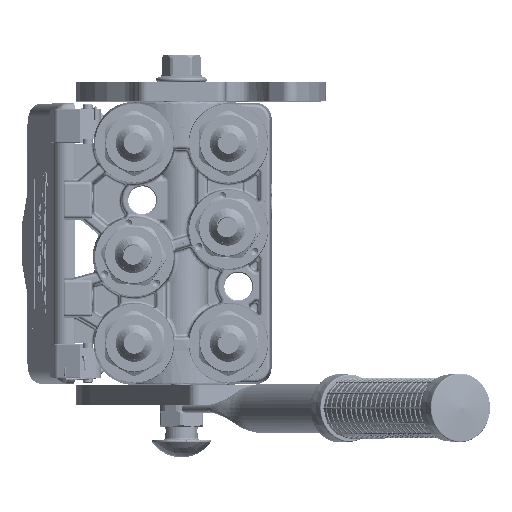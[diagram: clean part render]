
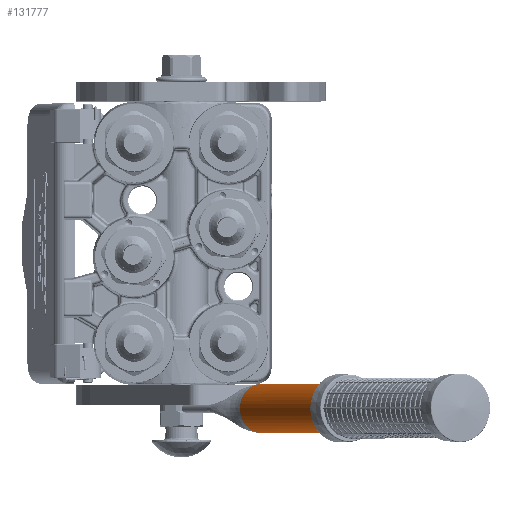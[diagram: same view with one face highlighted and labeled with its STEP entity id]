
A CAD part, top view. The second image highlights one B-rep face of the part: STEP entity #131777.
In plain terms, the highlighted cylindrical face has radius 12.5 mm (diameter 25 mm), a partial arc.
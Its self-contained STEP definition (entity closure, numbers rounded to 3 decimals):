
#2849 = DIRECTION ( 'NONE',  ( -0.994, 0., 0.109 ) ) ;
#2880 = CARTESIAN_POINT ( 'NONE',  ( 12.5, 198., 0. ) ) ;
#6253 = DIRECTION ( 'NONE',  ( 0., 1., 0. ) ) ;
#8999 = CARTESIAN_POINT ( 'NONE',  ( -12.468, 0.136, 0.889 ) ) ;
#9843 = CARTESIAN_POINT ( 'NONE',  ( -12.452, 0.083, 1.1 ) ) ;
#17801 = CARTESIAN_POINT ( 'NONE',  ( 12.5, 0.24, 0. ) ) ;
#18646 = CARTESIAN_POINT ( 'NONE',  ( 12.499, 0.235, 0.221 ) ) ;
#19696 = CIRCLE ( 'NONE', #208531, 12.5 ) ;
#21641 = CARTESIAN_POINT ( 'NONE',  ( 0., 0., 12.5 ) ) ;
#30916 = VERTEX_POINT ( 'NONE', #73291 ) ;
#34186 = CARTESIAN_POINT ( 'NONE',  ( 12.5, 0.24, 0.108 ) ) ;
#47921 = CARTESIAN_POINT ( 'NONE',  ( -12.494, 0.221, 0.449 ) ) ;
#49456 = VECTOR ( 'NONE', #160845, 1000. ) ;
#51302 = CARTESIAN_POINT ( 'NONE',  ( -12.461, 0.114, 0.981 ) ) ;
#54119 = CARTESIAN_POINT ( 'NONE',  ( 12.482, 0.182, 0.665 ) ) ;
#55622 = DIRECTION ( 'NONE',  ( 0., 1., 0. ) ) ;
#55824 = CARTESIAN_POINT ( 'NONE',  ( 12.426, 0., 1.36 ) ) ;
#56392 = ORIENTED_EDGE ( 'NONE', *, *, #142515, .F. ) ;
#56441 = EDGE_CURVE ( 'NONE', #251133, #207980, #193234, .T. ) ;
#58234 = VERTEX_POINT ( 'NONE', #73129 ) ;
#61320 = CARTESIAN_POINT ( 'NONE',  ( -12.5, 0.24, 0. ) ) ;
#67883 = CARTESIAN_POINT ( 'NONE',  ( -12.5, 0.24, 0.216 ) ) ;
#68930 = EDGE_CURVE ( 'NONE', #150777, #58234, #224959, .T. ) ;
#72161 = ORIENTED_EDGE ( 'NONE', *, *, #118378, .F. ) ;
#73129 = CARTESIAN_POINT ( 'NONE',  ( -12.5, 0.24, 0. ) ) ;
#73291 = CARTESIAN_POINT ( 'NONE',  ( 12.426, 0., 1.36 ) ) ;
#75802 = CARTESIAN_POINT ( 'NONE',  ( 12.492, 0.214, 0.452 ) ) ;
#80506 = EDGE_LOOP ( 'NONE', ( #233126, #200081, #56392, #212194, #184577, #167889, #72161 ) ) ;
#89494 = CARTESIAN_POINT ( 'NONE',  ( -12.466, 0.127, 0.927 ) ) ;
#91203 = CARTESIAN_POINT ( 'NONE',  ( -12.471, 0.146, 0.847 ) ) ;
#93705 = LINE ( 'NONE', #153698, #236253 ) ;
#102908 = CYLINDRICAL_SURFACE ( 'NONE', #172832, 12.5 ) ;
#108598 = CARTESIAN_POINT ( 'NONE',  ( -12.466, 0.13, 0.917 ) ) ;
#109435 = CARTESIAN_POINT ( 'NONE',  ( -12.464, 0.121, 0.953 ) ) ;
#111114 = CARTESIAN_POINT ( 'NONE',  ( -12.479, 0.172, 0.721 ) ) ;
#113905 = CARTESIAN_POINT ( 'NONE',  ( 12.486, 0.195, 0.586 ) ) ;
#114540 = EDGE_CURVE ( 'NONE', #150777, #223378, #123595, .T. ) ;
#114757 = CARTESIAN_POINT ( 'NONE',  ( 12.481, 0.178, 0.683 ) ) ;
#115616 = CARTESIAN_POINT ( 'NONE',  ( 12.481, 0.178, 0.688 ) ) ;
#116290 = AXIS2_PLACEMENT_3D ( 'NONE', #253027, #55622, #232250 ) ;
#118378 = EDGE_CURVE ( 'NONE', #119059, #30916, #234650, .T. ) ;
#119059 = VERTEX_POINT ( 'NONE', #230471 ) ;
#123595 = CIRCLE ( 'NONE', #147365, 12.5 ) ;
#131777 = ADVANCED_FACE ( 'NONE', ( #187083 ), #102908, .T. ) ;
#134628 = CARTESIAN_POINT ( 'NONE',  ( 12.484, 0.186, 0.638 ) ) ;
#142515 = EDGE_CURVE ( 'NONE', #58234, #251133, #213686, .T. ) ;
#143674 = CARTESIAN_POINT ( 'NONE',  ( 0., 0., 0. ) ) ;
#147365 = AXIS2_PLACEMENT_3D ( 'NONE', #234890, #214166, #253953 ) ;
#148288 = CARTESIAN_POINT ( 'NONE',  ( -12.474, 0.155, 0.804 ) ) ;
#149989 = CARTESIAN_POINT ( 'NONE',  ( -12.467, 0.131, 0.91 ) ) ;
#150777 = VERTEX_POINT ( 'NONE', #231608 ) ;
#153698 = CARTESIAN_POINT ( 'NONE',  ( 12.5, 0.24, 0. ) ) ;
#156277 = CARTESIAN_POINT ( 'NONE',  ( 12.488, 0.202, 0.541 ) ) ;
#160845 = DIRECTION ( 'NONE',  ( 0., 1., 0. ) ) ;
#164654 = CARTESIAN_POINT ( 'NONE',  ( 0., 0., 0. ) ) ;
#167889 = ORIENTED_EDGE ( 'NONE', *, *, #210287, .T. ) ;
#169940 = CARTESIAN_POINT ( 'NONE',  ( -12.478, 0.167, 0.748 ) ) ;
#172832 = AXIS2_PLACEMENT_3D ( 'NONE', #143674, #243266, #242414 ) ;
#173584 = CARTESIAN_POINT ( 'NONE',  ( 12.472, 0.146, 0.859 ) ) ;
#176169 = CARTESIAN_POINT ( 'NONE',  ( 12.456, 0.096, 1.087 ) ) ;
#184577 = ORIENTED_EDGE ( 'NONE', *, *, #114540, .T. ) ;
#187083 = FACE_OUTER_BOUND ( 'NONE', #80506, .T. ) ;
#189876 = CARTESIAN_POINT ( 'NONE',  ( -12.426, 0., 1.36 ) ) ;
#192696 = CARTESIAN_POINT ( 'NONE',  ( 12.482, 0.18, 0.676 ) ) ;
#192704 = DIRECTION ( 'NONE',  ( 0., 1., 0. ) ) ;
#193234 = CIRCLE ( 'NONE', #116290, 12.5 ) ;
#200081 = ORIENTED_EDGE ( 'NONE', *, *, #56441, .F. ) ;
#203252 = CARTESIAN_POINT ( 'NONE',  ( -12.5, 198., 0. ) ) ;
#207980 = VERTEX_POINT ( 'NONE', #2880 ) ;
#208531 = AXIS2_PLACEMENT_3D ( 'NONE', #164654, #6253, #2849 ) ;
#208929 = CARTESIAN_POINT ( 'NONE',  ( -12.441, 0.049, 1.219 ) ) ;
#210287 = EDGE_CURVE ( 'NONE', #223378, #30916, #19696, .T. ) ;
#212194 = ORIENTED_EDGE ( 'NONE', *, *, #68930, .F. ) ;
#213686 = LINE ( 'NONE', #61320, #49456 ) ;
#214166 = DIRECTION ( 'NONE',  ( 0., 1., 0. ) ) ;
#223378 = VERTEX_POINT ( 'NONE', #21641 ) ;
#224959 = B_SPLINE_CURVE_WITH_KNOTS ( 'NONE', 3,
 ( #189876, #208929, #9843, #51302, #109435, #89494, #108598, #149989, #8999, #91203, #148288, #169940, #111114, #47921, #67883, #228000 ),
 .UNSPECIFIED., .F., .F.,
 ( 4, 2, 1, 2, 2, 1, 2, 2, 4 ),
 ( 0., 0.25, 0.312, 0.328, 0.344, 0.375, 0.437, 0.5, 1. ),
 .UNSPECIFIED. ) ;
#228000 = CARTESIAN_POINT ( 'NONE',  ( -12.5, 0.24, 0. ) ) ;
#230471 = CARTESIAN_POINT ( 'NONE',  ( 12.5, 0.24, 0. ) ) ;
#231608 = CARTESIAN_POINT ( 'NONE',  ( -12.426, 0., 1.36 ) ) ;
#232250 = DIRECTION ( 'NONE',  ( -1., 0., 0. ) ) ;
#233126 = ORIENTED_EDGE ( 'NONE', *, *, #246895, .T. ) ;
#234650 = B_SPLINE_CURVE_WITH_KNOTS ( 'NONE', 3,
 ( #17801, #34186, #18646, #254946, #75802, #156277, #113905, #134628, #54119, #192696, #114757, #115616, #173584, #176169, #55824 ),
 .UNSPECIFIED., .F., .F.,
 ( 4, 2, 2, 1, 1, 1, 2, 2, 4 ),
 ( 0., 0.25, 0.375, 0.437, 0.469, 0.484, 0.492, 0.5, 1. ),
 .UNSPECIFIED. ) ;
#234890 = CARTESIAN_POINT ( 'NONE',  ( 0., 0., 0. ) ) ;
#236253 = VECTOR ( 'NONE', #192704, 1000. ) ;
#242414 = DIRECTION ( 'NONE',  ( 1., 0., 0. ) ) ;
#243266 = DIRECTION ( 'NONE',  ( 0., -1., 0. ) ) ;
#246895 = EDGE_CURVE ( 'NONE', #119059, #207980, #93705, .T. ) ;
#251133 = VERTEX_POINT ( 'NONE', #203252 ) ;
#253027 = CARTESIAN_POINT ( 'NONE',  ( 0., 198., 0. ) ) ;
#253953 = DIRECTION ( 'NONE',  ( -0.994, 0., 0.109 ) ) ;
#254946 = CARTESIAN_POINT ( 'NONE',  ( 12.494, 0.22, 0.394 ) ) ;
